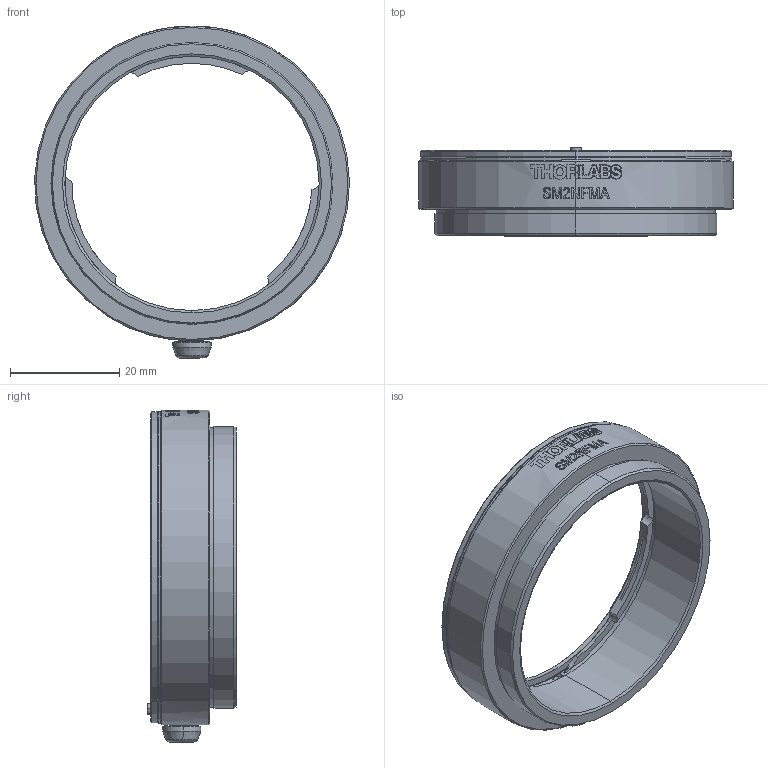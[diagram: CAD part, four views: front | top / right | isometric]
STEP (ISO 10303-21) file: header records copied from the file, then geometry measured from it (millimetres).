
FILE_DESCRIPTION (( 'STEP AP214' ), '1' );
FILE_NAME ('TTN312214-E0W.STEP', '2023-05-09T13:34:06', ( '' ), ( '' ), 'SwSTEP 2.0', 'SolidWorks 2022', '' );
FILE_SCHEMA (( 'AUTOMOTIVE_DESIGN' ));
Length unit declared in the file: inch
Products named in the file (1): TTN312214-E0W
Bounding box: 57.69 x 16.14 x 60.85 mm (x, y, z)
Volume: 11209.2 mm3; surface area: 9775.4 mm2
Topology: 11 solids, 11 shells, 583 faces, 1503 edges, 979 vertices
Faces by surface type: plane 254, cylinder 145, bspline 125, cone 41, torus 18
Entity records: 35356 total; most frequent: CARTESIAN_POINT 14178, ORIENTED_EDGE 2982, DIRECTION 2469, EDGE_CURVE 1491, VERTEX_POINT 979, AXIS2_PLACEMENT_3D 952, EDGE_LOOP 658, LENGTH_MEASURE_WITH_UNIT 596
